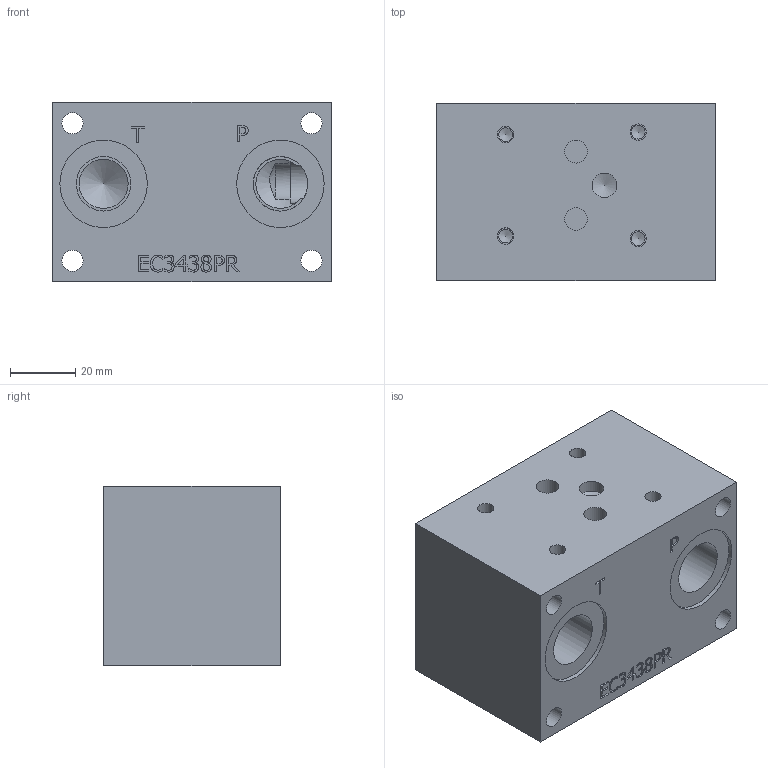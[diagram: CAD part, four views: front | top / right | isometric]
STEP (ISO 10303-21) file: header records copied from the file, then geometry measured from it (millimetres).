
FILE_DESCRIPTION(/* description */ (''),/* implementation_level */ '2;1');
FILE_NAME(/* name */ 'ec3438pr.stp',/* time_stamp */ '2016-05-10T15:49:43+02:00',/* author */ ('Lemoine2'),/* organization */ (''),/* preprocessor_version */ 'ST-DEVELOPER v16.1',/* originating_system */ 'Autodesk Inventor 2016',/* authorisation */ '');
FILE_SCHEMA (('AUTOMOTIVE_DESIGN { 1 0 10303 214 3 1 1 }'));
Length unit declared in the file: millimetre
Products named in the file (1): ec3438pr
Bounding box: 85 x 54 x 54.7 mm (x, y, z)
Volume: 225295.5 mm3; surface area: 33611.6 mm2
Topology: 1 solids, 1 shells, 269 faces, 716 edges, 480 vertices
Faces by surface type: plane 135, bspline 96, cylinder 29, cone 9
Full cylindrical faces by diameter (mm): 4.2 x4, 5 x4, 6.5 x4, 7 x2, 7.5 x1, 13.2 x1, 15 x2, 16.662 x5, 22 x1, 26 x1, 26.7 x2
Entity records: 8637 total; most frequent: CARTESIAN_POINT 2696, ORIENTED_EDGE 1316, DIRECTION 863, EDGE_CURVE 658, VERTEX_POINT 456, LINE 399, VECTOR 399, EDGE_LOOP 344
